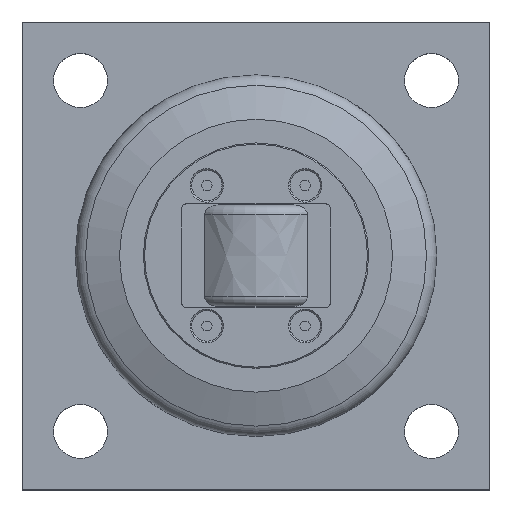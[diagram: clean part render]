
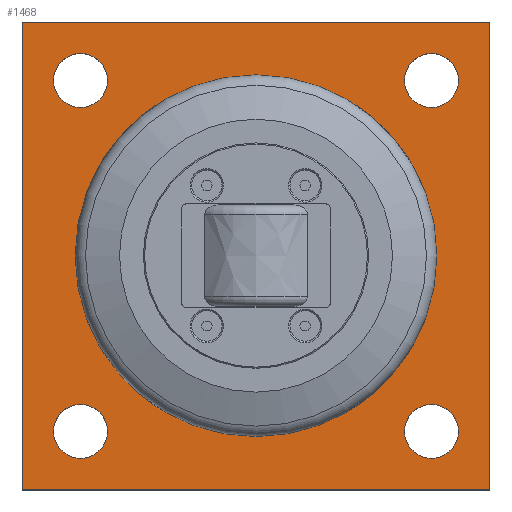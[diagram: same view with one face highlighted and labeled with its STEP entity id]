
A CAD part, top view. The second image highlights one B-rep face of the part: STEP entity #1468.
In plain terms, the highlighted planar face has unit normal (0, 0, 1).
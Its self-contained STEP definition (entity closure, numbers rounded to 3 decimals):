
#69=FACE_BOUND('',#329,.T.);
#70=FACE_BOUND('',#330,.T.);
#71=FACE_BOUND('',#331,.T.);
#72=FACE_BOUND('',#332,.T.);
#73=FACE_BOUND('',#333,.T.);
#136=CIRCLE('',#1618,29.);
#139=CIRCLE('',#1623,6.918);
#140=CIRCLE('',#1624,6.918);
#142=CIRCLE('',#1627,6.918);
#143=CIRCLE('',#1628,6.918);
#145=CIRCLE('',#1631,6.918);
#146=CIRCLE('',#1632,6.918);
#148=CIRCLE('',#1635,6.918);
#149=CIRCLE('',#1636,6.918);
#230=FACE_OUTER_BOUND('',#328,.T.);
#328=EDGE_LOOP('',(#1322,#1323,#1324,#1325));
#329=EDGE_LOOP('',(#1326));
#330=EDGE_LOOP('',(#1327,#1328));
#331=EDGE_LOOP('',(#1329,#1330));
#332=EDGE_LOOP('',(#1331,#1332));
#333=EDGE_LOOP('',(#1333,#1334));
#444=LINE('',#2571,#566);
#448=LINE('',#2579,#570);
#451=LINE('',#2585,#573);
#454=LINE('',#2590,#576);
#566=VECTOR('',#2055,10.);
#570=VECTOR('',#2061,10.);
#573=VECTOR('',#2066,10.);
#576=VECTOR('',#2071,10.);
#698=VERTEX_POINT('',#2528);
#701=VERTEX_POINT('',#2537);
#702=VERTEX_POINT('',#2538);
#704=VERTEX_POINT('',#2545);
#705=VERTEX_POINT('',#2546);
#707=VERTEX_POINT('',#2553);
#708=VERTEX_POINT('',#2554);
#710=VERTEX_POINT('',#2561);
#711=VERTEX_POINT('',#2562);
#713=VERTEX_POINT('',#2569);
#714=VERTEX_POINT('',#2570);
#717=VERTEX_POINT('',#2578);
#719=VERTEX_POINT('',#2584);
#895=EDGE_CURVE('',#698,#698,#136,.T.);
#898=EDGE_CURVE('',#701,#702,#139,.T.);
#899=EDGE_CURVE('',#702,#701,#140,.T.);
#902=EDGE_CURVE('',#704,#705,#142,.T.);
#903=EDGE_CURVE('',#705,#704,#143,.T.);
#906=EDGE_CURVE('',#707,#708,#145,.T.);
#907=EDGE_CURVE('',#708,#707,#146,.T.);
#910=EDGE_CURVE('',#710,#711,#148,.T.);
#911=EDGE_CURVE('',#711,#710,#149,.T.);
#914=EDGE_CURVE('',#713,#714,#444,.T.);
#918=EDGE_CURVE('',#714,#717,#448,.T.);
#921=EDGE_CURVE('',#717,#719,#451,.T.);
#924=EDGE_CURVE('',#719,#713,#454,.T.);
#1322=ORIENTED_EDGE('',*,*,#914,.F.);
#1323=ORIENTED_EDGE('',*,*,#924,.F.);
#1324=ORIENTED_EDGE('',*,*,#921,.F.);
#1325=ORIENTED_EDGE('',*,*,#918,.F.);
#1326=ORIENTED_EDGE('',*,*,#895,.T.);
#1327=ORIENTED_EDGE('',*,*,#898,.T.);
#1328=ORIENTED_EDGE('',*,*,#899,.T.);
#1329=ORIENTED_EDGE('',*,*,#902,.T.);
#1330=ORIENTED_EDGE('',*,*,#903,.T.);
#1331=ORIENTED_EDGE('',*,*,#906,.T.);
#1332=ORIENTED_EDGE('',*,*,#907,.T.);
#1333=ORIENTED_EDGE('',*,*,#910,.T.);
#1334=ORIENTED_EDGE('',*,*,#911,.T.);
#1389=PLANE('',#1644);
#1468=ADVANCED_FACE('',(#230,#69,#70,#71,#72,#73),#1389,.T.);
#1618=AXIS2_PLACEMENT_3D('',#2530,#2009,#2010);
#1623=AXIS2_PLACEMENT_3D('',#2539,#2019,#2020);
#1624=AXIS2_PLACEMENT_3D('',#2540,#2021,#2022);
#1627=AXIS2_PLACEMENT_3D('',#2547,#2028,#2029);
#1628=AXIS2_PLACEMENT_3D('',#2548,#2030,#2031);
#1631=AXIS2_PLACEMENT_3D('',#2555,#2037,#2038);
#1632=AXIS2_PLACEMENT_3D('',#2556,#2039,#2040);
#1635=AXIS2_PLACEMENT_3D('',#2563,#2046,#2047);
#1636=AXIS2_PLACEMENT_3D('',#2564,#2048,#2049);
#1644=AXIS2_PLACEMENT_3D('',#2595,#2077,#2078);
#2009=DIRECTION('center_axis',(0.,0.,-1.));
#2010=DIRECTION('ref_axis',(0.,-1.,0.));
#2019=DIRECTION('center_axis',(0.,0.,-1.));
#2020=DIRECTION('ref_axis',(1.,0.,0.));
#2021=DIRECTION('center_axis',(0.,0.,-1.));
#2022=DIRECTION('ref_axis',(1.,0.,0.));
#2028=DIRECTION('center_axis',(0.,0.,-1.));
#2029=DIRECTION('ref_axis',(1.,0.,0.));
#2030=DIRECTION('center_axis',(0.,0.,-1.));
#2031=DIRECTION('ref_axis',(1.,0.,0.));
#2037=DIRECTION('center_axis',(0.,0.,-1.));
#2038=DIRECTION('ref_axis',(1.,0.,0.));
#2039=DIRECTION('center_axis',(0.,0.,-1.));
#2040=DIRECTION('ref_axis',(1.,0.,0.));
#2046=DIRECTION('center_axis',(0.,0.,-1.));
#2047=DIRECTION('ref_axis',(1.,0.,0.));
#2048=DIRECTION('center_axis',(0.,0.,-1.));
#2049=DIRECTION('ref_axis',(1.,0.,0.));
#2055=DIRECTION('',(0.,1.,0.));
#2061=DIRECTION('',(1.,0.,0.));
#2066=DIRECTION('',(0.,-1.,0.));
#2071=DIRECTION('',(-1.,0.,0.));
#2077=DIRECTION('center_axis',(0.,0.,1.));
#2078=DIRECTION('ref_axis',(1.,0.,0.));
#2528=CARTESIAN_POINT('',(60.,89.,20.));
#2530=CARTESIAN_POINT('Origin',(60.,60.,20.));
#2537=CARTESIAN_POINT('',(21.918,15.,20.));
#2538=CARTESIAN_POINT('',(8.083,15.,20.));
#2539=CARTESIAN_POINT('Origin',(15.,15.,20.));
#2540=CARTESIAN_POINT('Origin',(15.,15.,20.));
#2545=CARTESIAN_POINT('',(111.918,15.,20.));
#2546=CARTESIAN_POINT('',(98.083,15.,20.));
#2547=CARTESIAN_POINT('Origin',(105.,15.,20.));
#2548=CARTESIAN_POINT('Origin',(105.,15.,20.));
#2553=CARTESIAN_POINT('',(111.918,105.,20.));
#2554=CARTESIAN_POINT('',(98.083,105.,20.));
#2555=CARTESIAN_POINT('Origin',(105.,105.,20.));
#2556=CARTESIAN_POINT('Origin',(105.,105.,20.));
#2561=CARTESIAN_POINT('',(21.918,105.,20.));
#2562=CARTESIAN_POINT('',(8.083,105.,20.));
#2563=CARTESIAN_POINT('Origin',(15.,105.,20.));
#2564=CARTESIAN_POINT('Origin',(15.,105.,20.));
#2569=CARTESIAN_POINT('',(0.,0.,20.));
#2570=CARTESIAN_POINT('',(0.,120.,20.));
#2571=CARTESIAN_POINT('',(0.,120.,20.));
#2578=CARTESIAN_POINT('',(120.,120.,20.));
#2579=CARTESIAN_POINT('',(120.,120.,20.));
#2584=CARTESIAN_POINT('',(120.,0.,20.));
#2585=CARTESIAN_POINT('',(120.,0.,20.));
#2590=CARTESIAN_POINT('',(0.,0.,20.));
#2595=CARTESIAN_POINT('Origin',(60.,60.,20.));
